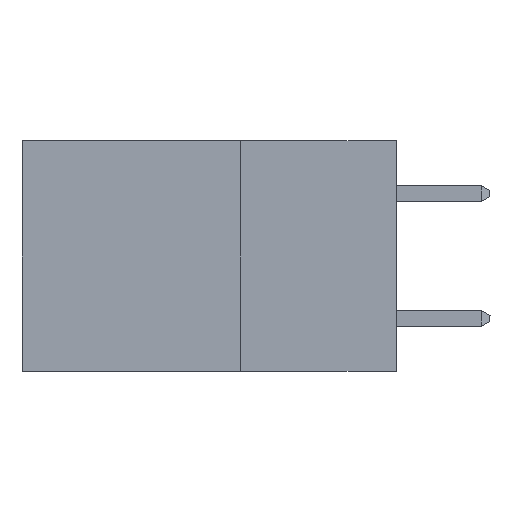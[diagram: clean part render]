
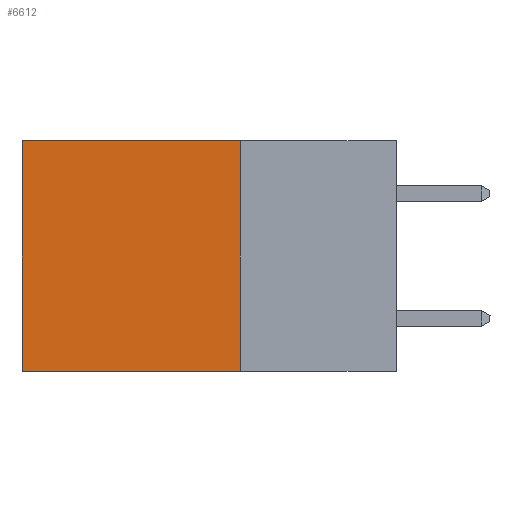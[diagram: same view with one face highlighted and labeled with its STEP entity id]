
A CAD part, left-side view. The second image highlights one B-rep face of the part: STEP entity #6612.
In plain terms, the highlighted planar face has unit normal (-1, 0, 0).
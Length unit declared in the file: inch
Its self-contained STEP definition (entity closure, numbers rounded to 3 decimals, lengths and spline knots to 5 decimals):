
#624 = ORIENTED_EDGE ( 'NONE', *, *, #7657, .F. ) ;
#2281 = VERTEX_POINT ( 'NONE', #17153 ) ;
#3691 = CARTESIAN_POINT ( 'NONE',  ( 0.2615, 0.25, -0.37 ) ) ;
#4127 = AXIS2_PLACEMENT_3D ( 'NONE', #6213, #6183, #6138 ) ;
#4677 = ORIENTED_EDGE ( 'NONE', *, *, #11391, .T. ) ;
#4701 = CARTESIAN_POINT ( 'NONE',  ( 0.2615, 0.6, -0.37 ) ) ;
#5622 = VECTOR ( 'NONE', #17836, 39.37008 ) ;
#5907 = CARTESIAN_POINT ( 'NONE',  ( 0.2615, 0.6, -0.37 ) ) ;
#6138 = DIRECTION ( 'NONE',  ( 0., 0., -1. ) ) ;
#6183 = DIRECTION ( 'NONE',  ( 1., 0., 0. ) ) ;
#6213 = CARTESIAN_POINT ( 'NONE',  ( 0.2615, 0.25, -0.37 ) ) ;
#6414 = DIRECTION ( 'NONE',  ( 0., 0., -1. ) ) ;
#6488 = CARTESIAN_POINT ( 'NONE',  ( 0.2615, 0.6, 0. ) ) ;
#6612 = ADVANCED_FACE ( 'NONE', ( #11248 ), #9560, .F. ) ;
#7657 = EDGE_CURVE ( 'NONE', #15978, #12055, #12532, .T. ) ;
#8070 = VECTOR ( 'NONE', #9760, 39.37008 ) ;
#8419 = VERTEX_POINT ( 'NONE', #6488 ) ;
#8459 = VECTOR ( 'NONE', #6414, 39.37008 ) ;
#9406 = CARTESIAN_POINT ( 'NONE',  ( 0.2615, 0.25, 0. ) ) ;
#9560 = PLANE ( 'NONE',  #4127 ) ;
#9584 = EDGE_CURVE ( 'NONE', #2281, #15978, #14014, .T. ) ;
#9760 = DIRECTION ( 'NONE',  ( 0., 1., 0. ) ) ;
#11077 = DIRECTION ( 'NONE',  ( 0., 1., 0. ) ) ;
#11248 = FACE_OUTER_BOUND ( 'NONE', #17743, .T. ) ;
#11290 = CARTESIAN_POINT ( 'NONE',  ( 0.2615, 0.25, -0.37 ) ) ;
#11391 = EDGE_CURVE ( 'NONE', #2281, #8419, #16263, .T. ) ;
#12055 = VERTEX_POINT ( 'NONE', #5907 ) ;
#12265 = EDGE_CURVE ( 'NONE', #8419, #12055, #16716, .T. ) ;
#12532 = LINE ( 'NONE', #17896, #8070 ) ;
#12920 = ORIENTED_EDGE ( 'NONE', *, *, #12265, .T. ) ;
#14014 = LINE ( 'NONE', #11290, #5622 ) ;
#15768 = VECTOR ( 'NONE', #11077, 39.37008 ) ;
#15978 = VERTEX_POINT ( 'NONE', #3691 ) ;
#16263 = LINE ( 'NONE', #9406, #15768 ) ;
#16716 = LINE ( 'NONE', #4701, #8459 ) ;
#17153 = CARTESIAN_POINT ( 'NONE',  ( 0.2615, 0.25, 0. ) ) ;
#17373 = ORIENTED_EDGE ( 'NONE', *, *, #9584, .F. ) ;
#17743 = EDGE_LOOP ( 'NONE', ( #12920, #624, #17373, #4677 ) ) ;
#17836 = DIRECTION ( 'NONE',  ( 0., 0., -1. ) ) ;
#17896 = CARTESIAN_POINT ( 'NONE',  ( 0.2615, 0.25, -0.37 ) ) ;
